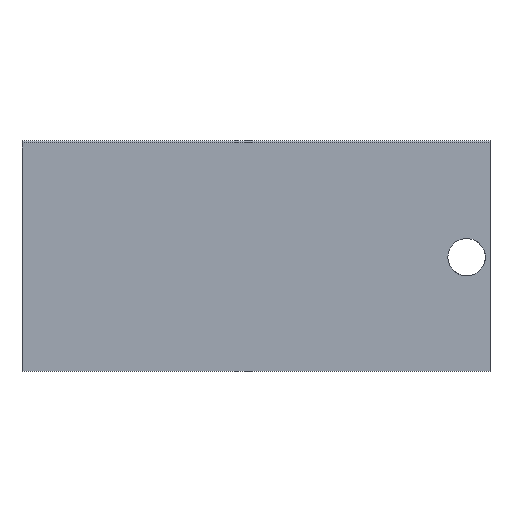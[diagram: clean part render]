
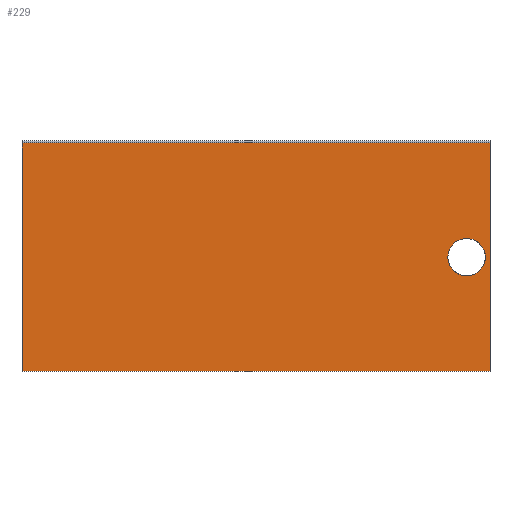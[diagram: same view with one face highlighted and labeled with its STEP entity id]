
A CAD part, front view. The second image highlights one B-rep face of the part: STEP entity #229.
In plain terms, the highlighted planar face has unit normal (0, -1, 0).
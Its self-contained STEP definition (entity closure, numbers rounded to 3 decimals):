
#18=FACE_BOUND('',#47,.T.);
#23=PLANE('',#266);
#31=FACE_OUTER_BOUND('',#46,.T.);
#46=EDGE_LOOP('',(#183,#184,#185,#186));
#47=EDGE_LOOP('',(#187));
#60=LINE('',#366,#76);
#64=LINE('',#375,#80);
#67=LINE('',#392,#83);
#68=LINE('',#394,#84);
#76=VECTOR('',#295,10.);
#80=VECTOR('',#303,10.);
#83=VECTOR('',#320,10.);
#84=VECTOR('',#323,10.);
#90=CIRCLE('',#251,8.);
#103=VERTEX_POINT('',#351);
#106=VERTEX_POINT('',#359);
#109=VERTEX_POINT('',#364);
#112=VERTEX_POINT('',#374);
#118=VERTEX_POINT('',#388);
#124=EDGE_CURVE('',#103,#103,#90,.T.);
#131=EDGE_CURVE('',#106,#109,#60,.T.);
#135=EDGE_CURVE('',#112,#106,#64,.T.);
#144=EDGE_CURVE('',#112,#118,#67,.T.);
#145=EDGE_CURVE('',#118,#109,#68,.T.);
#183=ORIENTED_EDGE('',*,*,#144,.F.);
#184=ORIENTED_EDGE('',*,*,#135,.T.);
#185=ORIENTED_EDGE('',*,*,#131,.T.);
#186=ORIENTED_EDGE('',*,*,#145,.F.);
#187=ORIENTED_EDGE('',*,*,#124,.T.);
#229=ADVANCED_FACE('',(#31,#18),#23,.T.);
#251=AXIS2_PLACEMENT_3D('',#352,#281,#282);
#266=AXIS2_PLACEMENT_3D('',#393,#321,#322);
#281=DIRECTION('center_axis',(0.,1.,0.));
#282=DIRECTION('ref_axis',(1.,0.,0.));
#295=DIRECTION('',(1.,0.,0.));
#303=DIRECTION('',(0.,0.,-1.));
#320=DIRECTION('',(1.,0.,0.));
#321=DIRECTION('center_axis',(0.,-1.,0.));
#322=DIRECTION('ref_axis',(0.,0.,-1.));
#323=DIRECTION('',(0.,0.,-1.));
#351=CARTESIAN_POINT('',(182.,0.,-51.207));
#352=CARTESIAN_POINT('Origin',(190.,0.,-51.207));
#359=CARTESIAN_POINT('',(0.,0.,-100.));
#364=CARTESIAN_POINT('',(200.,0.,-100.));
#366=CARTESIAN_POINT('',(0.,0.,-100.));
#374=CARTESIAN_POINT('',(0.,0.,-2.414));
#375=CARTESIAN_POINT('',(0.,0.,0.));
#388=CARTESIAN_POINT('',(200.,0.,-2.414));
#392=CARTESIAN_POINT('',(0.,0.,-2.414));
#393=CARTESIAN_POINT('Origin',(0.,0.,0.));
#394=CARTESIAN_POINT('',(200.,0.,0.));
